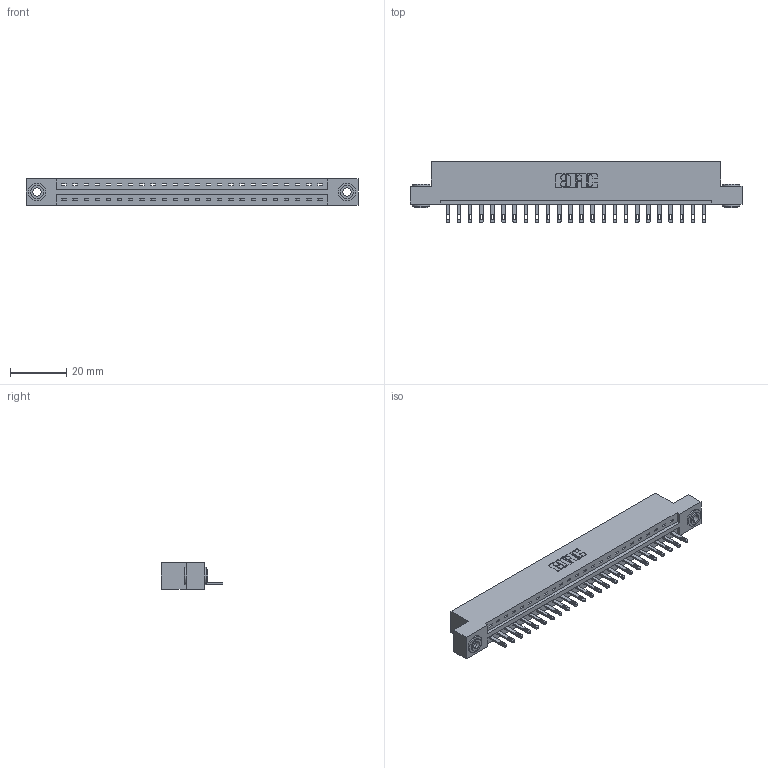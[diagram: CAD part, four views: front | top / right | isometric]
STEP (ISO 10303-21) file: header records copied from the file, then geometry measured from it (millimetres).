
FILE_DESCRIPTION (( 'STEP AP203' ), '1' );
FILE_NAME ('337-024-500-103.STEP', '2018-08-05T17:57:35', ( '' ), ( '' ), 'SwSTEP 2.0', 'SolidWorks 2016', '' );
FILE_SCHEMA (( 'CONFIG_CONTROL_DESIGN' ));
Length unit declared in the file: inch
Products named in the file (4): 337 Part_Flush Mounting Lugs - 0.156 Dia-TH; 345-292-001_345-293-100; 345-250-002_345-250-002-102; 337-024-500-103
Assembly tree (27 placements, depth 2):
  337-024-500-103
    337 Part_Flush Mounting Lugs - 0.156 Dia-TH
    345-292-001_345-293-100  x24
    345-250-002_345-250-002-102  x2
Bounding box: 118.11 x 21.85 x 9.4 mm (x, y, z)
Volume: 12084.5 mm3; surface area: 12676.4 mm2
Topology: 27 solids, 27 shells, 1544 faces, 4707 edges, 3134 vertices
Faces by surface type: plane 1040, cylinder 496, cone 8
Entity records: 20748 total; most frequent: CARTESIAN_POINT 3589, ORIENTED_EDGE 3542, DIRECTION 3093, EDGE_CURVE 1771, LINE 1615, VECTOR 1615, VERTEX_POINT 1178, AXIS2_PLACEMENT_3D 739
